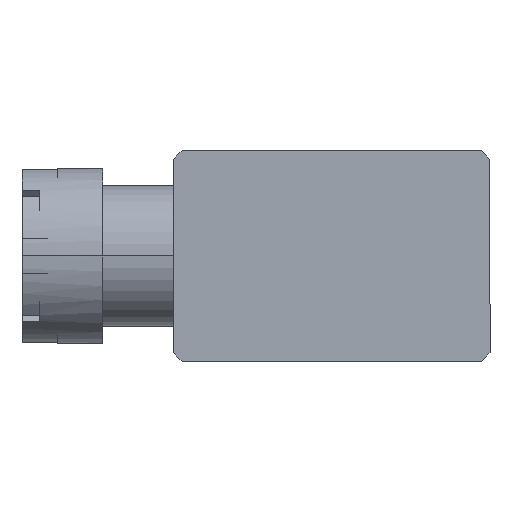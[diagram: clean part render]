
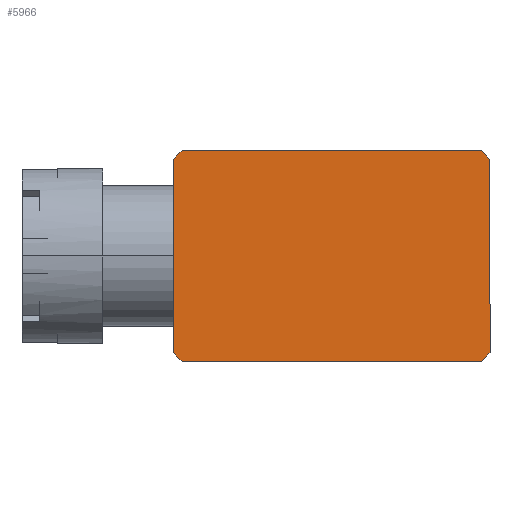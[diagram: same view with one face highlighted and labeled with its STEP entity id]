
A CAD part, left-side view. The second image highlights one B-rep face of the part: STEP entity #5966.
In plain terms, the highlighted face is planar.
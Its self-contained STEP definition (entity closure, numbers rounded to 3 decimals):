
#68 = VERTEX_POINT ( 'NONE', #10216 ) ;
#161 = LINE ( 'NONE', #2610, #311 ) ;
#311 = VECTOR ( 'NONE', #2624, 1000. ) ;
#710 = VERTEX_POINT ( 'NONE', #5270 ) ;
#1183 = LINE ( 'NONE', #3802, #1672 ) ;
#1297 = VERTEX_POINT ( 'NONE', #3440 ) ;
#1320 = EDGE_CURVE ( 'NONE', #6639, #7930, #6108, .T. ) ;
#1423 = CARTESIAN_POINT ( 'NONE',  ( 3., 4.5, 84. ) ) ;
#1454 = FACE_OUTER_BOUND ( 'NONE', #10420, .T. ) ;
#1483 = VERTEX_POINT ( 'NONE', #3056 ) ;
#1547 = DIRECTION ( 'NONE',  ( 0., 1., 0. ) ) ;
#1672 = VECTOR ( 'NONE', #3868, 1000. ) ;
#2052 = CARTESIAN_POINT ( 'NONE',  ( 3., -4.25, 84. ) ) ;
#2610 = CARTESIAN_POINT ( 'NONE',  ( -3., -4.5, 84. ) ) ;
#2624 = DIRECTION ( 'NONE',  ( 1., 0., 0. ) ) ;
#2954 = CARTESIAN_POINT ( 'NONE',  ( -0.125, -7.375, 84. ) ) ;
#3056 = CARTESIAN_POINT ( 'NONE',  ( 2.75, 4.5, 84. ) ) ;
#3058 = VECTOR ( 'NONE', #8947, 1000. ) ;
#3103 = LINE ( 'NONE', #8948, #3058 ) ;
#3257 = VERTEX_POINT ( 'NONE', #10794 ) ;
#3374 = DIRECTION ( 'NONE',  ( 0., -1., 0. ) ) ;
#3376 = LINE ( 'NONE', #1423, #11168 ) ;
#3404 = CARTESIAN_POINT ( 'NONE',  ( -3., 4.5, 84. ) ) ;
#3440 = CARTESIAN_POINT ( 'NONE',  ( -2.75, 4.5, 84. ) ) ;
#3802 = CARTESIAN_POINT ( 'NONE',  ( -2.875, -4.375, 84. ) ) ;
#3820 = EDGE_CURVE ( 'NONE', #1483, #1297, #3103, .T. ) ;
#3868 = DIRECTION ( 'NONE',  ( 0.707, -0.707, 0. ) ) ;
#4301 = ORIENTED_EDGE ( 'NONE', *, *, #1320, .T. ) ;
#4331 = ORIENTED_EDGE ( 'NONE', *, *, #8759, .T. ) ;
#4345 = ORIENTED_EDGE ( 'NONE', *, *, #8141, .T. ) ;
#4410 = ORIENTED_EDGE ( 'NONE', *, *, #9059, .T. ) ;
#4439 = ORIENTED_EDGE ( 'NONE', *, *, #4802, .T. ) ;
#4447 = ORIENTED_EDGE ( 'NONE', *, *, #9321, .T. ) ;
#4468 = ORIENTED_EDGE ( 'NONE', *, *, #3820, .T. ) ;
#4487 = ORIENTED_EDGE ( 'NONE', *, *, #9383, .T. ) ;
#4802 = EDGE_CURVE ( 'NONE', #7484, #710, #3376, .T. ) ;
#5046 = CARTESIAN_POINT ( 'NONE',  ( -3., 4.25, 84. ) ) ;
#5261 = CARTESIAN_POINT ( 'NONE',  ( -3., -4.25, 84. ) ) ;
#5270 = CARTESIAN_POINT ( 'NONE',  ( 3., 4.25, 84. ) ) ;
#5545 = DIRECTION ( 'NONE',  ( 1., 0., 0. ) ) ;
#5550 = CARTESIAN_POINT ( 'NONE',  ( -3., -4.5, 84. ) ) ;
#5559 = DIRECTION ( 'NONE',  ( 0., 0., 1. ) ) ;
#5782 = PLANE ( 'NONE',  #9605 ) ;
#5966 = ADVANCED_FACE ( 'NONE', ( #1454 ), #5782, .T. ) ;
#6108 = LINE ( 'NONE', #3404, #6144 ) ;
#6144 = VECTOR ( 'NONE', #3374, 1000. ) ;
#6463 = DIRECTION ( 'NONE',  ( 0.707, 0.707, 0. ) ) ;
#6639 = VERTEX_POINT ( 'NONE', #5046 ) ;
#7484 = VERTEX_POINT ( 'NONE', #2052 ) ;
#7930 = VERTEX_POINT ( 'NONE', #5261 ) ;
#7961 = VECTOR ( 'NONE', #9230, 1000. ) ;
#8134 = LINE ( 'NONE', #9271, #7961 ) ;
#8141 = EDGE_CURVE ( 'NONE', #3257, #68, #161, .T. ) ;
#8747 = VECTOR ( 'NONE', #9667, 1000. ) ;
#8759 = EDGE_CURVE ( 'NONE', #7930, #3257, #1183, .T. ) ;
#8897 = LINE ( 'NONE', #9518, #8747 ) ;
#8947 = DIRECTION ( 'NONE',  ( -1., 0., 0. ) ) ;
#8948 = CARTESIAN_POINT ( 'NONE',  ( -3., 4.5, 84. ) ) ;
#9059 = EDGE_CURVE ( 'NONE', #68, #7484, #11126, .T. ) ;
#9230 = DIRECTION ( 'NONE',  ( -0.707, -0.707, 0. ) ) ;
#9271 = CARTESIAN_POINT ( 'NONE',  ( -7.375, -0.125, 84. ) ) ;
#9321 = EDGE_CURVE ( 'NONE', #710, #1483, #8897, .T. ) ;
#9383 = EDGE_CURVE ( 'NONE', #1297, #6639, #8134, .T. ) ;
#9518 = CARTESIAN_POINT ( 'NONE',  ( 4.375, 2.875, 84. ) ) ;
#9605 = AXIS2_PLACEMENT_3D ( 'NONE', #5550, #5559, #5545 ) ;
#9667 = DIRECTION ( 'NONE',  ( -0.707, 0.707, 0. ) ) ;
#10216 = CARTESIAN_POINT ( 'NONE',  ( 2.75, -4.5, 84. ) ) ;
#10420 = EDGE_LOOP ( 'NONE', ( #4301, #4331, #4345, #4410, #4439, #4447, #4468, #4487 ) ) ;
#10794 = CARTESIAN_POINT ( 'NONE',  ( -2.75, -4.5, 84. ) ) ;
#11024 = VECTOR ( 'NONE', #6463, 1000. ) ;
#11126 = LINE ( 'NONE', #2954, #11024 ) ;
#11168 = VECTOR ( 'NONE', #1547, 1000. ) ;
